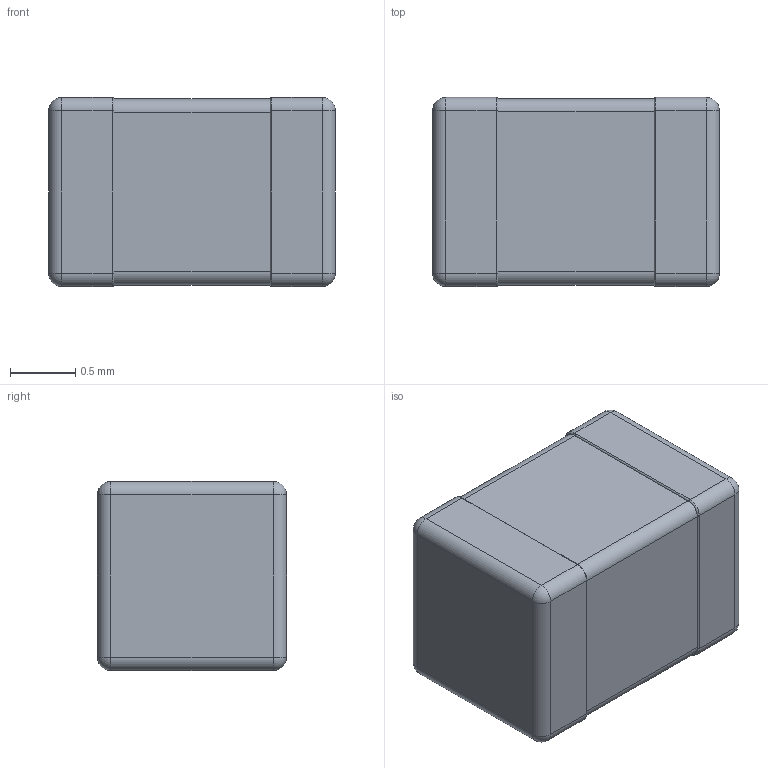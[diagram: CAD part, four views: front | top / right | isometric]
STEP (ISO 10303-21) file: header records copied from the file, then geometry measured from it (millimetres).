
FILE_DESCRIPTION(('STEP AP242'),'1');
FILE_NAME('c0805c476m9pactu.stp','2020-11-03T01:11:11',('TraceParts'),('TraceParts S.A.'),'Spatial InterOp 3D',' ',' ');
FILE_SCHEMA(('AP242_MANAGED_MODEL_BASED_3D_ENGINEERING_MIM_LF {1 0 10303 442 1 1 4}'));
Length unit declared in the file: millimetre
Products named in the file (1): c0805c476m9pactu_1
Bounding box: 2.2 x 1.45 x 1.45 mm (x, y, z)
Volume: 4.5 mm3; surface area: 32.2 mm2
Topology: 6 solids, 6 shells, 175 faces, 425 edges, 238 vertices
Faces by surface type: plane 91, cylinder 52, sphere 24, torus 8
Entity records: 6340 total; most frequent: CARTESIAN_POINT 916, DIRECTION 843, ORIENTED_EDGE 802, EDGE_CURVE 401, AXIS2_PLACEMENT_3D 293, LINE 257, VECTOR 257, VERTEX_POINT 238
